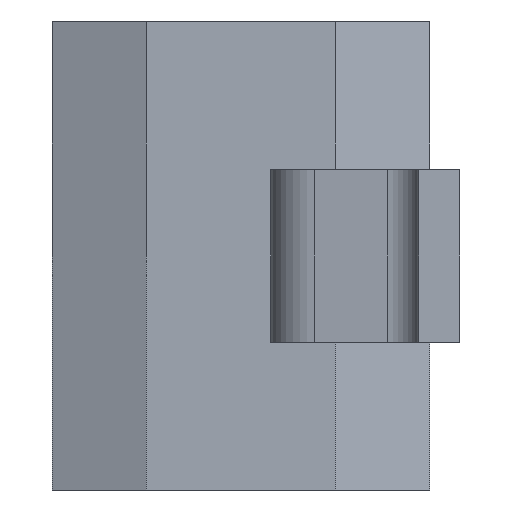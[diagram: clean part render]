
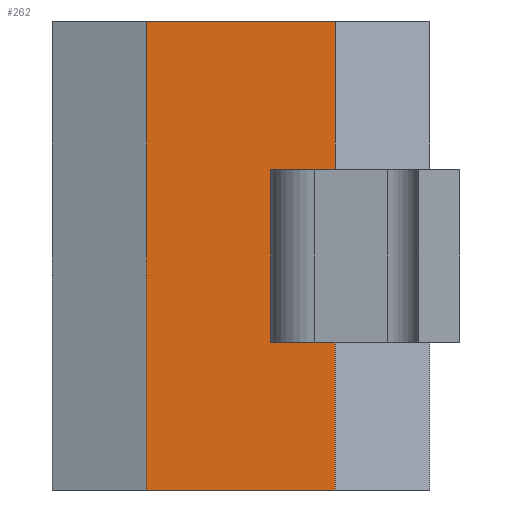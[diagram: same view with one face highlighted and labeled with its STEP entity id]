
A CAD part, left-side view. The second image highlights one B-rep face of the part: STEP entity #262.
In plain terms, the highlighted planar face has unit normal (-1, 0, 0).
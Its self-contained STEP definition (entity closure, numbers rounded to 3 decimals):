
#96 = FACE_OUTER_BOUND($, #106 ,.T.);
#106 = EDGE_LOOP($,( #226 , #227 , #228 , #229 ));
#111 = LINE($, #331 , #135 );
#117 = LINE($, #343 , #141 );
#129 = LINE($, #366 , #153 );
#130 = LINE($, #368 , #154 );
#135 = VECTOR($, #284 ,0.8);
#141 = VECTOR($, #294 ,0.25);
#153 = VECTOR($, #312 ,0.8);
#154 = VECTOR($, #315 ,0.25);
#159 = VERTEX_POINT($, #328 );
#160 = VERTEX_POINT($, #330 );
#164 = VERTEX_POINT($, #342 );
#171 = VERTEX_POINT($, #362 );
#175 = EDGE_CURVE($, #159 , #160 , #111 ,.T.);
#181 = EDGE_CURVE($, #164 , #160 , #117 ,.T.);
#193 = EDGE_CURVE($, #164 , #171 , #129 ,.T.);
#194 = EDGE_CURVE($, #171 , #159 , #130 ,.T.);
#226 = ORIENTED_EDGE($,*,*, #175 ,.F.);
#227 = ORIENTED_EDGE($,*,*, #194 ,.F.);
#228 = ORIENTED_EDGE($,*,*, #193 ,.F.);
#229 = ORIENTED_EDGE($,*,*, #181 ,.T.);
#252 = PLANE($, #275 );
#262 = ADVANCED_FACE($,( #96 ), #252 ,.T.);
#275 = AXIS2_PLACEMENT_3D($, #367 , #313 , #314 );
#284 = DIRECTION($,(0.,0.,-1.));
#294 = DIRECTION($,(0.,-1.,0.));
#312 = DIRECTION($,(0.,0.,1.));
#313 = DIRECTION('center_axis',(-1.,0.,0.));
#314 = DIRECTION('ref_axis',(0.,-1.,0.));
#315 = DIRECTION($,(0.,-1.,0.));
#328 = CARTESIAN_POINT('',(-1.351,0.413,0.775));
#330 = CARTESIAN_POINT('',(-1.351,0.413,-0.775));
#331 = CARTESIAN_POINT($,(-1.351,0.413,-0.775));
#342 = CARTESIAN_POINT('',(-1.351,1.039,-0.775));
#343 = CARTESIAN_POINT($,(-1.351,1.351,-0.775));
#362 = CARTESIAN_POINT('',(-1.351,1.039,0.775));
#366 = CARTESIAN_POINT($,(-1.351,1.039,-0.775));
#367 = CARTESIAN_POINT('Origin',(-1.351,1.351,-0.775));
#368 = CARTESIAN_POINT($,(-1.351,1.351,0.775));
